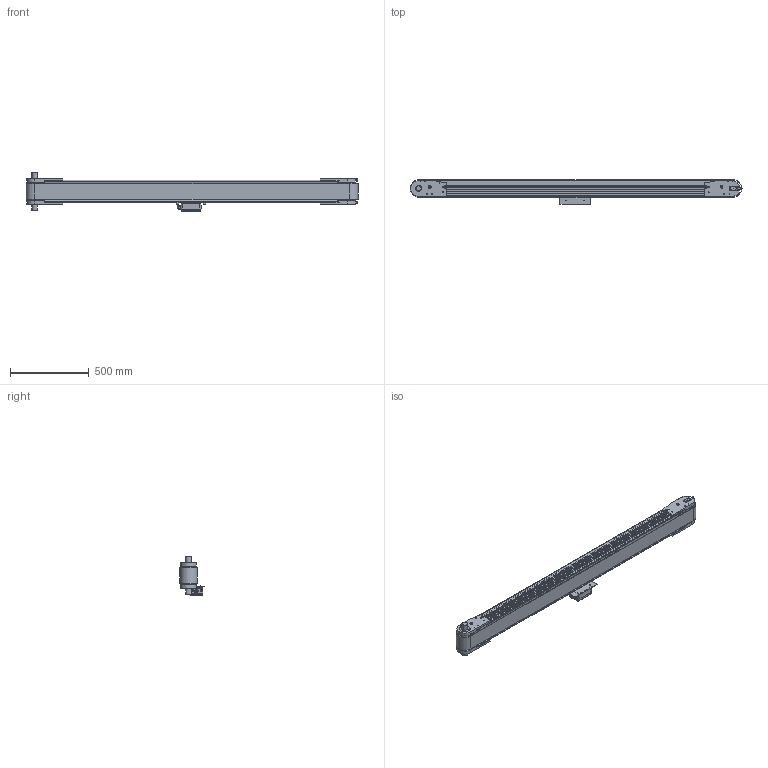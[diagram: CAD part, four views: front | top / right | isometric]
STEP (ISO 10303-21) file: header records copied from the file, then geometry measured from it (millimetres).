
FILE_DESCRIPTION(/* description */ (''),/* implementation_level */ '2;1');
FILE_NAME(/* name */ 'TCMO100222_A.stp',/* time_stamp */ '2024-06-13T12:21:21+02:00',/* author */ ('GS'),/* organization */ (''),/* preprocessor_version */ 'ST-DEVELOPER v18.1',/* originating_system */ 'Autodesk Inventor 2021',/* authorisation */ '');
FILE_SCHEMA (('AUTOMOTIVE_DESIGN { 1 0 10303 214 3 1 1 }'));
Length unit declared in the file: millimetre
Products named in the file (1): TCMO100222_A
Bounding box: 2110.23 x 155.11 x 247.7 mm (x, y, z)
Volume: 7087826.9 mm3; surface area: 3594644 mm2
Topology: 77 solids, 77 shells, 2087 faces, 5513 edges, 3623 vertices
Faces by surface type: plane 1141, cylinder 566, torus 188, cone 157, sphere 32, bspline 3
Full cylindrical faces by diameter (mm): 2 x5, 2.2 x1, 2.5 x11, 3 x1, 3.137 x1, 3.242 x4, 3.571 x4, 4 x15, 4.2 x2, 4.5 x1, 4.917 x20, 5 x2, 6.647 x8, 7 x7, 7.5 x2, 8 x8, 8.376 x26, 9 x6, 10 x16, 10.3 x1, 10.5 x20, 11 x1, 12 x44, 13 x6, 14.376 x2, 16 x15, 18 x9, 19 x1, 20 x1, 22.3 x1
Entity records: 71313 total; most frequent: CARTESIAN_POINT 16606, DIRECTION 10914, ORIENTED_EDGE 10848, EDGE_CURVE 5424, AXIS2_PLACEMENT_3D 4042, VERTEX_POINT 3623, LINE 2830, VECTOR 2830
